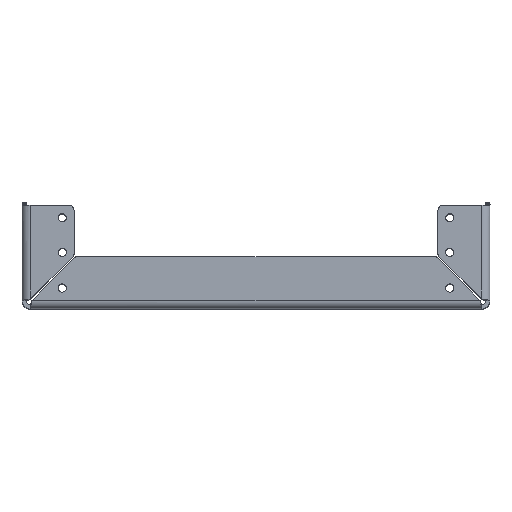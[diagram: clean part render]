
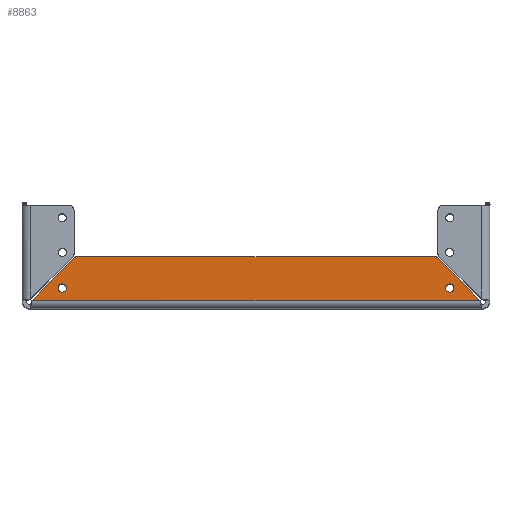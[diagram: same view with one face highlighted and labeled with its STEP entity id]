
A CAD part, top view. The second image highlights one B-rep face of the part: STEP entity #8863.
In plain terms, the highlighted planar face has unit normal (0, 0, 1).
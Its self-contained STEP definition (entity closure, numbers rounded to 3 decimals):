
#131 = CIRCLE ( 'NONE', #7004, 0.8 ) ;
#137 = PLANE ( 'NONE',  #8011 ) ;
#226 = EDGE_CURVE ( 'NONE', #3277, #10706, #1207, .T. ) ;
#415 = CARTESIAN_POINT ( 'NONE',  ( 37.25, 3.2, 30.395 ) ) ;
#574 = VECTOR ( 'NONE', #4035, 1000. ) ;
#717 = CARTESIAN_POINT ( 'NONE',  ( 37.25, 2.4, 30.395 ) ) ;
#761 = CIRCLE ( 'NONE', #4132, 0.8 ) ;
#810 = VERTEX_POINT ( 'NONE', #813 ) ;
#813 = CARTESIAN_POINT ( 'NONE',  ( 34.495, 9.2, 30.395 ) ) ;
#1207 = B_SPLINE_CURVE_WITH_KNOTS ( 'NONE', 3,
 ( #11091, #10629, #10600, #10587 ),
 .UNSPECIFIED., .F., .F.,
 ( 4, 4 ),
 ( 0., 0. ),
 .UNSPECIFIED. ) ;
#1264 = EDGE_CURVE ( 'NONE', #3396, #810, #5553, .T. ) ;
#1383 = DIRECTION ( 'NONE',  ( 0., 1., 0. ) ) ;
#1435 = DIRECTION ( 'NONE',  ( -1., 0., 0. ) ) ;
#1747 = DIRECTION ( 'NONE',  ( 0., 0., -1. ) ) ;
#1766 = VERTEX_POINT ( 'NONE', #11041 ) ;
#1770 = B_SPLINE_CURVE_WITH_KNOTS ( 'NONE', 3,
 ( #9521, #2212, #10367, #4833 ),
 .UNSPECIFIED., .F., .F.,
 ( 4, 4 ),
 ( 0., 0. ),
 .UNSPECIFIED. ) ;
#1867 = AXIS2_PLACEMENT_3D ( 'NONE', #9996, #9987, #9984 ) ;
#1966 = EDGE_CURVE ( 'NONE', #9458, #8364, #5146, .T. ) ;
#2053 = LINE ( 'NONE', #9623, #9000 ) ;
#2069 = DIRECTION ( 'NONE',  ( -1., 0., 0. ) ) ;
#2110 = ORIENTED_EDGE ( 'NONE', *, *, #9540, .T. ) ;
#2212 = CARTESIAN_POINT ( 'NONE',  ( 43.086, 0.805, 30.395 ) ) ;
#2214 = EDGE_LOOP ( 'NONE', ( #4158, #3877, #10881, #3607, #8097, #3329, #7771, #5363 ) ) ;
#2217 = FACE_OUTER_BOUND ( 'NONE', #2214, .T. ) ;
#2413 = LINE ( 'NONE', #7577, #9419 ) ;
#2472 = EDGE_CURVE ( 'NONE', #3396, #6787, #2413, .T. ) ;
#2712 = CIRCLE ( 'NONE', #6563, 0.8 ) ;
#2806 = CARTESIAN_POINT ( 'NONE',  ( 34.849, 9.054, 30.395 ) ) ;
#2847 = CIRCLE ( 'NONE', #9232, 0.8 ) ;
#2995 = LINE ( 'NONE', #4503, #574 ) ;
#3242 = VERTEX_POINT ( 'NONE', #3668 ) ;
#3277 = VERTEX_POINT ( 'NONE', #3424 ) ;
#3329 = ORIENTED_EDGE ( 'NONE', *, *, #1264, .T. ) ;
#3341 = DIRECTION ( 'NONE',  ( 0., 0., -1. ) ) ;
#3396 = VERTEX_POINT ( 'NONE', #2806 ) ;
#3424 = CARTESIAN_POINT ( 'NONE',  ( -43.019, 0.883, 30.395 ) ) ;
#3607 = ORIENTED_EDGE ( 'NONE', *, *, #11421, .T. ) ;
#3668 = CARTESIAN_POINT ( 'NONE',  ( -37.25, 2.4, 30.395 ) ) ;
#3825 = CARTESIAN_POINT ( 'NONE',  ( -43.143, 0.759, 30.395 ) ) ;
#3877 = ORIENTED_EDGE ( 'NONE', *, *, #226, .T. ) ;
#4035 = DIRECTION ( 'NONE',  ( -1., 0., 0. ) ) ;
#4132 = AXIS2_PLACEMENT_3D ( 'NONE', #5570, #5556, #5530 ) ;
#4158 = ORIENTED_EDGE ( 'NONE', *, *, #8865, .F. ) ;
#4268 = VECTOR ( 'NONE', #10232, 1000. ) ;
#4429 = ORIENTED_EDGE ( 'NONE', *, *, #10112, .T. ) ;
#4503 = CARTESIAN_POINT ( 'NONE',  ( -43.426, 0.759, 30.395 ) ) ;
#4630 = VERTEX_POINT ( 'NONE', #7979 ) ;
#4833 = CARTESIAN_POINT ( 'NONE',  ( 43.019, 0.883, 30.395 ) ) ;
#4888 = CARTESIAN_POINT ( 'NONE',  ( -43.11, 0.759, 30.395 ) ) ;
#5146 = CIRCLE ( 'NONE', #1867, 0.5 ) ;
#5363 = ORIENTED_EDGE ( 'NONE', *, *, #1966, .T. ) ;
#5530 = DIRECTION ( 'NONE',  ( 0., 1., 0. ) ) ;
#5553 = CIRCLE ( 'NONE', #11140, 0.5 ) ;
#5556 = DIRECTION ( 'NONE',  ( 0., 0., -1. ) ) ;
#5570 = CARTESIAN_POINT ( 'NONE',  ( -37.25, 3.2, 30.395 ) ) ;
#6244 = EDGE_CURVE ( 'NONE', #3242, #4630, #761, .T. ) ;
#6401 = CARTESIAN_POINT ( 'NONE',  ( 0., 0., 30.395 ) ) ;
#6453 = ORIENTED_EDGE ( 'NONE', *, *, #6244, .T. ) ;
#6527 = CARTESIAN_POINT ( 'NONE',  ( 43.019, 0.883, 30.395 ) ) ;
#6563 = AXIS2_PLACEMENT_3D ( 'NONE', #6962, #1747, #7978 ) ;
#6566 = EDGE_LOOP ( 'NONE', ( #9375, #4429 ) ) ;
#6568 = FACE_BOUND ( 'NONE', #6566, .T. ) ;
#6625 = DIRECTION ( 'NONE',  ( 0., 0., -1. ) ) ;
#6787 = VERTEX_POINT ( 'NONE', #6527 ) ;
#6811 = DIRECTION ( 'NONE',  ( 0., 0., 1. ) ) ;
#6827 = CARTESIAN_POINT ( 'NONE',  ( 34.495, 8.7, 30.395 ) ) ;
#6939 = DIRECTION ( 'NONE',  ( -1., 0., 0. ) ) ;
#6962 = CARTESIAN_POINT ( 'NONE',  ( -37.25, 3.2, 30.395 ) ) ;
#7004 = AXIS2_PLACEMENT_3D ( 'NONE', #8785, #3341, #9773 ) ;
#7313 = DIRECTION ( 'NONE',  ( 0., 0., -1. ) ) ;
#7526 = DIRECTION ( 'NONE',  ( 0.707, -0.707, 0. ) ) ;
#7568 = EDGE_CURVE ( 'NONE', #8973, #10706, #2995, .T. ) ;
#7577 = CARTESIAN_POINT ( 'NONE',  ( -18.164, 62.066, 30.395 ) ) ;
#7770 = CARTESIAN_POINT ( 'NONE',  ( -34.849, 9.054, 30.395 ) ) ;
#7771 = ORIENTED_EDGE ( 'NONE', *, *, #9439, .T. ) ;
#7823 = CARTESIAN_POINT ( 'NONE',  ( 43.11, 0.759, 30.395 ) ) ;
#7978 = DIRECTION ( 'NONE',  ( 0., 1., 0. ) ) ;
#7979 = CARTESIAN_POINT ( 'NONE',  ( -37.25, 4., 30.395 ) ) ;
#8011 = AXIS2_PLACEMENT_3D ( 'NONE', #6401, #7313, #2069 ) ;
#8097 = ORIENTED_EDGE ( 'NONE', *, *, #2472, .F. ) ;
#8364 = VERTEX_POINT ( 'NONE', #7770 ) ;
#8554 = EDGE_LOOP ( 'NONE', ( #2110, #6453 ) ) ;
#8785 = CARTESIAN_POINT ( 'NONE',  ( 37.25, 3.2, 30.395 ) ) ;
#8863 = ADVANCED_FACE ( 'NONE', ( #6568, #9193, #2217 ), #137, .F. ) ;
#8865 = EDGE_CURVE ( 'NONE', #3277, #8364, #11275, .T. ) ;
#8973 = VERTEX_POINT ( 'NONE', #7823 ) ;
#9000 = VECTOR ( 'NONE', #1435, 1000. ) ;
#9193 = FACE_BOUND ( 'NONE', #8554, .T. ) ;
#9232 = AXIS2_PLACEMENT_3D ( 'NONE', #415, #6625, #1383 ) ;
#9375 = ORIENTED_EDGE ( 'NONE', *, *, #10068, .T. ) ;
#9419 = VECTOR ( 'NONE', #7526, 1000. ) ;
#9439 = EDGE_CURVE ( 'NONE', #810, #9458, #2053, .T. ) ;
#9458 = VERTEX_POINT ( 'NONE', #10555 ) ;
#9521 = CARTESIAN_POINT ( 'NONE',  ( 43.11, 0.759, 30.395 ) ) ;
#9540 = EDGE_CURVE ( 'NONE', #4630, #3242, #2712, .T. ) ;
#9623 = CARTESIAN_POINT ( 'NONE',  ( 0., 9.2, 30.395 ) ) ;
#9773 = DIRECTION ( 'NONE',  ( 0., 1., 0. ) ) ;
#9984 = DIRECTION ( 'NONE',  ( -1., 0., 0. ) ) ;
#9987 = DIRECTION ( 'NONE',  ( 0., 0., 1. ) ) ;
#9996 = CARTESIAN_POINT ( 'NONE',  ( -34.495, 8.7, 30.395 ) ) ;
#10068 = EDGE_CURVE ( 'NONE', #1766, #10221, #2847, .T. ) ;
#10112 = EDGE_CURVE ( 'NONE', #10221, #1766, #131, .T. ) ;
#10221 = VERTEX_POINT ( 'NONE', #717 ) ;
#10232 = DIRECTION ( 'NONE',  ( 0.707, 0.707, 0. ) ) ;
#10367 = CARTESIAN_POINT ( 'NONE',  ( 43.056, 0.846, 30.395 ) ) ;
#10555 = CARTESIAN_POINT ( 'NONE',  ( -34.495, 9.2, 30.395 ) ) ;
#10587 = CARTESIAN_POINT ( 'NONE',  ( -43.11, 0.759, 30.395 ) ) ;
#10600 = CARTESIAN_POINT ( 'NONE',  ( -43.086, 0.805, 30.395 ) ) ;
#10629 = CARTESIAN_POINT ( 'NONE',  ( -43.056, 0.846, 30.395 ) ) ;
#10706 = VERTEX_POINT ( 'NONE', #4888 ) ;
#10881 = ORIENTED_EDGE ( 'NONE', *, *, #7568, .F. ) ;
#11041 = CARTESIAN_POINT ( 'NONE',  ( 37.25, 4., 30.395 ) ) ;
#11091 = CARTESIAN_POINT ( 'NONE',  ( -43.019, 0.883, 30.395 ) ) ;
#11140 = AXIS2_PLACEMENT_3D ( 'NONE', #6827, #6811, #6939 ) ;
#11275 = LINE ( 'NONE', #3825, #4268 ) ;
#11421 = EDGE_CURVE ( 'NONE', #8973, #6787, #1770, .T. ) ;
